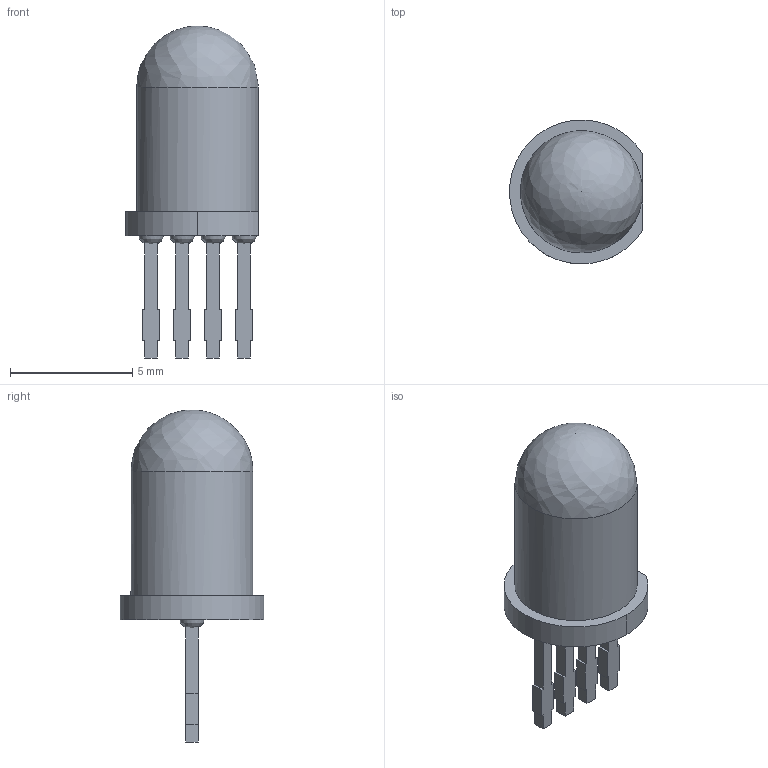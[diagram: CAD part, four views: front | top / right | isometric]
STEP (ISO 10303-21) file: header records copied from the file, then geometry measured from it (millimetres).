
FILE_DESCRIPTION(/* description */ (''),/* implementation_level */ '2;1');
FILE_NAME(/* name */ 'LEDT-1~4',/* time_stamp */ '2022-11-08T15:20:20+01:00',/* author */ (''),/* organization */ (''),/* preprocessor_version */ 'ST-DEVELOPER v16.5',/* originating_system */ '',/* authorisation */ '');
FILE_SCHEMA (('AUTOMOTIVE_DESIGN'));
Length unit declared in the file: millimetre
Products named in the file (1): Document
Bounding box: 5.45 x 5.9 x 13.6 mm (x, y, z)
Volume: 165.7 mm3; surface area: 232.8 mm2
Topology: 8 solids, 9 shells, 71 faces, 184 edges, 125 vertices
Faces by surface type: plane 60, bspline 8, cylinder 3
Full cylindrical faces by diameter (mm): 5 x1
Entity records: 2303 total; most frequent: CARTESIAN_POINT 971, ORIENTED_EDGE 341, EDGE_CURVE 171, B_SPLINE_CURVE_WITH_KNOTS 149, VERTEX_POINT 121, EDGE_LOOP 75, ADVANCED_FACE 71, FACE_OUTER_BOUND 71
